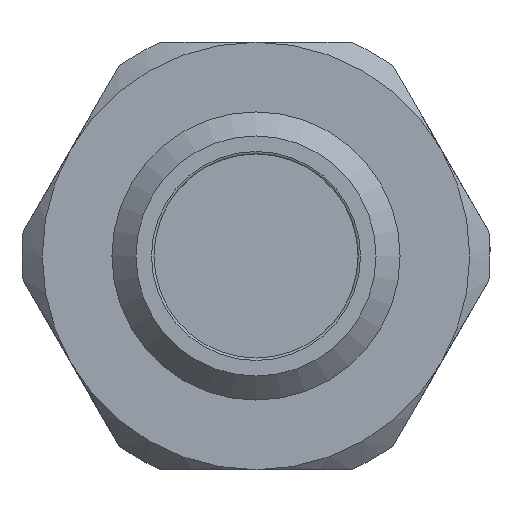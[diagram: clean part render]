
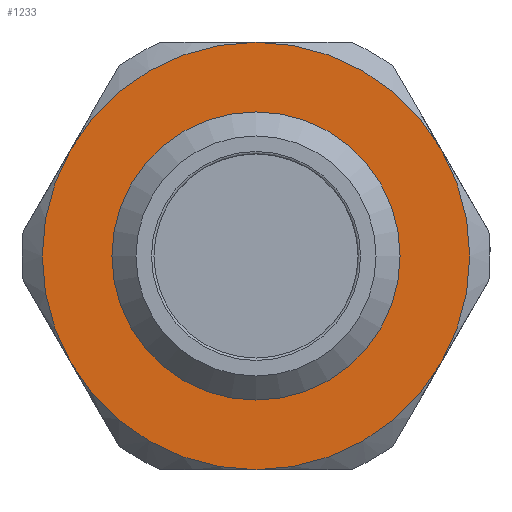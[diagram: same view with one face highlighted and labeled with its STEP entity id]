
A CAD part, front view. The second image highlights one B-rep face of the part: STEP entity #1233.
In plain terms, the highlighted planar face has unit normal (0, -1, 0).
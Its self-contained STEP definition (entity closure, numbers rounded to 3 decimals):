
#230=FACE_BOUND('',#313,.T.);
#236=FACE_OUTER_BOUND('',#312,.T.);
#312=EDGE_LOOP('',(#762,#763,#764,#765,#766,#767));
#313=EDGE_LOOP('',(#768));
#394=CIRCLE('',#1333,8.9);
#395=CIRCLE('',#1334,8.9);
#396=CIRCLE('',#1335,8.9);
#397=CIRCLE('',#1336,8.9);
#398=CIRCLE('',#1337,8.9);
#399=CIRCLE('',#1338,8.9);
#400=CIRCLE('',#1339,6.);
#472=VERTEX_POINT('',#1875);
#473=VERTEX_POINT('',#1876);
#474=VERTEX_POINT('',#1878);
#475=VERTEX_POINT('',#1880);
#476=VERTEX_POINT('',#1882);
#477=VERTEX_POINT('',#1884);
#478=VERTEX_POINT('',#1887);
#583=EDGE_CURVE('',#472,#473,#394,.T.);
#584=EDGE_CURVE('',#473,#474,#395,.T.);
#585=EDGE_CURVE('',#474,#475,#396,.T.);
#586=EDGE_CURVE('',#475,#476,#397,.T.);
#587=EDGE_CURVE('',#476,#477,#398,.T.);
#588=EDGE_CURVE('',#477,#472,#399,.T.);
#589=EDGE_CURVE('',#478,#478,#400,.T.);
#762=ORIENTED_EDGE('',*,*,#583,.T.);
#763=ORIENTED_EDGE('',*,*,#584,.T.);
#764=ORIENTED_EDGE('',*,*,#585,.T.);
#765=ORIENTED_EDGE('',*,*,#586,.T.);
#766=ORIENTED_EDGE('',*,*,#587,.T.);
#767=ORIENTED_EDGE('',*,*,#588,.T.);
#768=ORIENTED_EDGE('',*,*,#589,.T.);
#1120=PLANE('',#1332);
#1233=ADVANCED_FACE('',(#236,#230),#1120,.F.);
#1332=AXIS2_PLACEMENT_3D('',#1874,#1488,#1489);
#1333=AXIS2_PLACEMENT_3D('',#1877,#1490,#1491);
#1334=AXIS2_PLACEMENT_3D('',#1879,#1492,#1493);
#1335=AXIS2_PLACEMENT_3D('',#1881,#1494,#1495);
#1336=AXIS2_PLACEMENT_3D('',#1883,#1496,#1497);
#1337=AXIS2_PLACEMENT_3D('',#1885,#1498,#1499);
#1338=AXIS2_PLACEMENT_3D('',#1886,#1500,#1501);
#1339=AXIS2_PLACEMENT_3D('',#1888,#1502,#1503);
#1488=DIRECTION('center_axis',(0.,1.,0.));
#1489=DIRECTION('ref_axis',(0.,0.,1.));
#1490=DIRECTION('center_axis',(0.,-1.,0.));
#1491=DIRECTION('ref_axis',(-1.,0.,0.));
#1492=DIRECTION('center_axis',(0.,-1.,0.));
#1493=DIRECTION('ref_axis',(-1.,0.,0.));
#1494=DIRECTION('center_axis',(0.,-1.,0.));
#1495=DIRECTION('ref_axis',(-1.,0.,0.));
#1496=DIRECTION('center_axis',(0.,-1.,0.));
#1497=DIRECTION('ref_axis',(-1.,0.,0.));
#1498=DIRECTION('center_axis',(0.,-1.,0.));
#1499=DIRECTION('ref_axis',(-1.,0.,0.));
#1500=DIRECTION('center_axis',(0.,-1.,0.));
#1501=DIRECTION('ref_axis',(-1.,0.,0.));
#1502=DIRECTION('center_axis',(0.,1.,0.));
#1503=DIRECTION('ref_axis',(0.,0.,1.));
#1874=CARTESIAN_POINT('Origin',(-5.576,-13.184,0.));
#1875=CARTESIAN_POINT('',(2.132,-13.184,-4.45));
#1876=CARTESIAN_POINT('',(2.132,-13.184,4.45));
#1877=CARTESIAN_POINT('Origin',(-5.576,-13.184,0.));
#1878=CARTESIAN_POINT('',(-5.576,-13.184,8.9));
#1879=CARTESIAN_POINT('Origin',(-5.576,-13.184,0.));
#1880=CARTESIAN_POINT('',(-13.283,-13.184,4.45));
#1881=CARTESIAN_POINT('Origin',(-5.576,-13.184,0.));
#1882=CARTESIAN_POINT('',(-13.283,-13.184,-4.45));
#1883=CARTESIAN_POINT('Origin',(-5.576,-13.184,0.));
#1884=CARTESIAN_POINT('',(-5.576,-13.184,-8.9));
#1885=CARTESIAN_POINT('Origin',(-5.576,-13.184,0.));
#1886=CARTESIAN_POINT('Origin',(-5.576,-13.184,0.));
#1887=CARTESIAN_POINT('',(-5.576,-13.184,-6.));
#1888=CARTESIAN_POINT('Origin',(-5.576,-13.184,0.));
